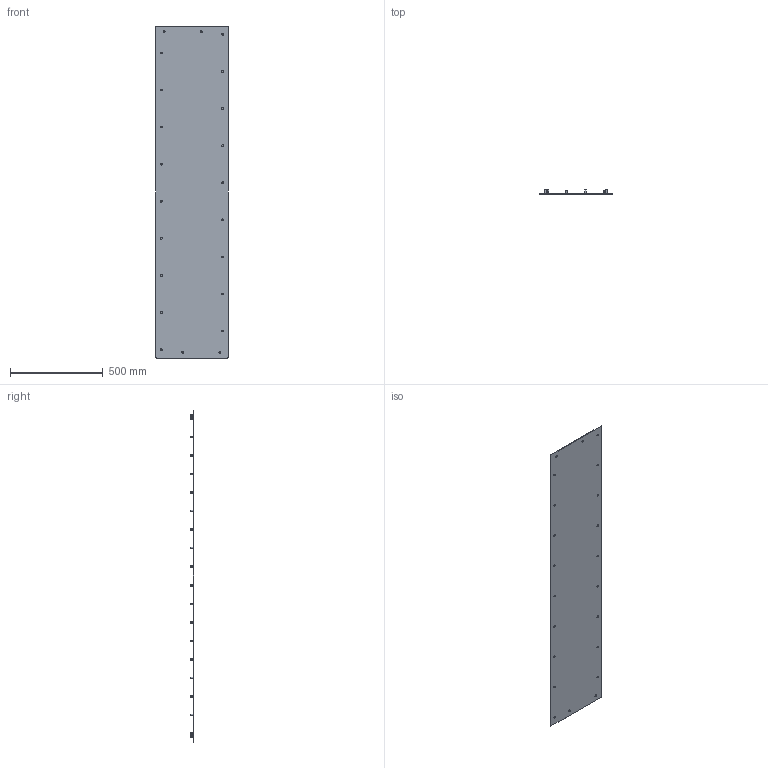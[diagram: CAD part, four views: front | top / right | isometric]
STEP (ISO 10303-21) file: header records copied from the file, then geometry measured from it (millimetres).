
FILE_DESCRIPTION(('no description'),'unknown implementation level');
FILE_NAME('8MF1840-2UW63-1C_3D_v.step',' ',('SIEMENS A&D'),('CADClick - KiM GmbH - www.kimweb.de'),'unknown preprocess','ACIS','unknown authorization');
FILE_SCHEMA(('automotive_design'));
Length unit declared in the file: millimetre
Products named in the file (23): 1; 2; 3; 4; 5; 6; 7; 8; 9; 10; 11; 12; 13; 14; 15; 16; 17; 18; 19; 20; 21; 22; 23
Bounding box: 390 x 20 x 1790 mm (x, y, z)
Volume: 1415384 mm3; surface area: 1417082 mm2
Topology: 23 solids, 23 shells, 208 faces, 420 edges, 280 vertices
Faces by surface type: cylinder 136, plane 72
Entity records: 11358 total; most frequent: DIRECTION 1154, STYLED_ITEM 931, PRESENTATION_STYLE_ASSIGNMENT 931, CARTESIAN_POINT 931, COLOUR_RGB 931, ORIENTED_EDGE 840, AXIS2_PLACEMENT_3D 503, EDGE_CURVE 420
